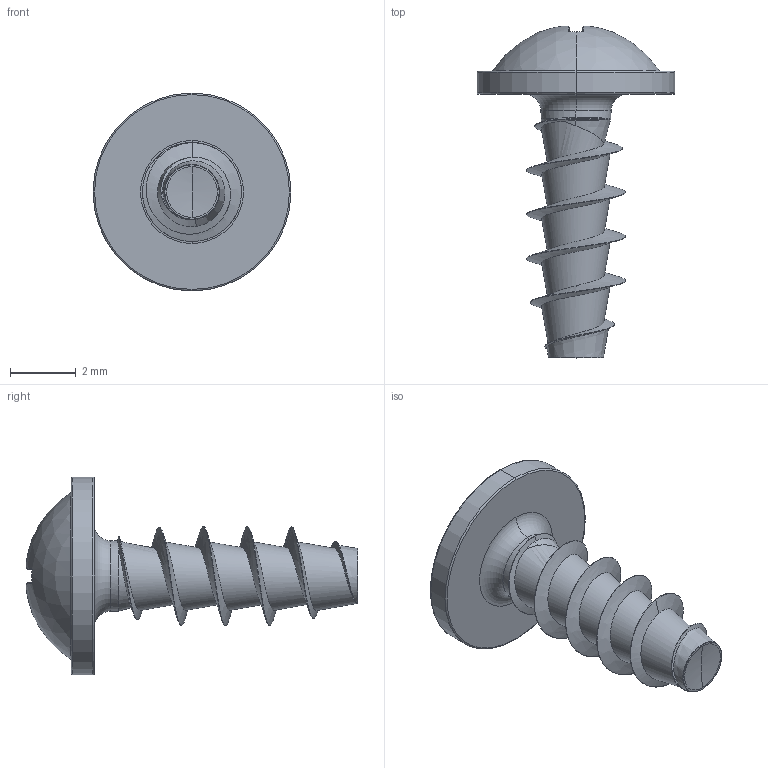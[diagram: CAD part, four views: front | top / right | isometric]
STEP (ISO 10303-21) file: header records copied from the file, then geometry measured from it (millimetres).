
FILE_DESCRIPTION (( 'STEP AP203' ), '1' );
FILE_NAME ('STP31A0300080.STEP', '2017-11-16T19:08:50', ( '' ), ( '' ), 'SwSTEP 2.0', 'SolidWorks 2015', '' );
FILE_SCHEMA (( 'CONFIG_CONTROL_DESIGN' ));
Length unit declared in the file: millimetre
Products named in the file (1): STP31A0300080
Bounding box: 6 x 10.07 x 6 mm (x, y, z)
Volume: 59.6 mm3; surface area: 158.6 mm2
Topology: 1 solids, 1 shells, 163 faces, 360 edges, 200 vertices
Faces by surface type: bspline 48, torus 30, sphere 28, cylinder 25, plane 23, cone 9
Entity records: 10522 total; most frequent: CARTESIAN_POINT 7155, ORIENTED_EDGE 716, DIRECTION 672, EDGE_CURVE 358, AXIS2_PLACEMENT_3D 307, VERTEX_POINT 200, CIRCLE 191, EDGE_LOOP 166
